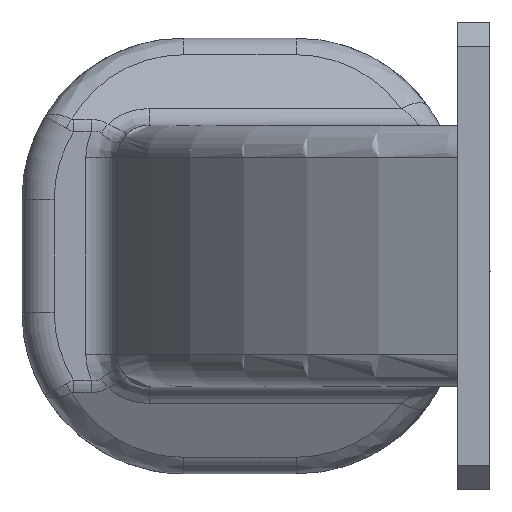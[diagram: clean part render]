
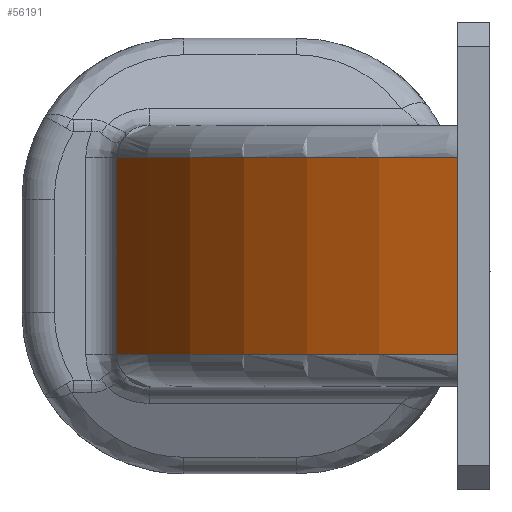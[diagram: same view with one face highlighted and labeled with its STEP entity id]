
A CAD part, left-side view. The second image highlights one B-rep face of the part: STEP entity #56191.
In plain terms, the highlighted cylindrical face has radius 34.5 mm (diameter 69 mm), a partial arc.
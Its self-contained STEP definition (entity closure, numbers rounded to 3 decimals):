
#514=DIRECTION('',(0.,0.,1.));
#515=VECTOR('',#514,12.2);
#516=CARTESIAN_POINT('',(-17.44,7.626,-6.1));
#517=LINE('3803',#516,#515);
#518=CARTESIAN_POINT('',(-7.8,-25.5,6.1));
#519=DIRECTION('',(0.,0.,1.));
#520=DIRECTION('',(-0.279,0.96,0.));
#521=AXIS2_PLACEMENT_3D('',#518,#519,#520);
#523=DIRECTION('',(0.,0.,1.));
#524=VECTOR('',#523,12.2);
#525=CARTESIAN_POINT('',(-40.146,-13.5,-6.1));
#526=LINE('3800',#525,#524);
#527=CARTESIAN_POINT('',(-7.8,-25.5,-6.1));
#528=DIRECTION('',(0.,0.,-1.));
#529=DIRECTION('',(-0.938,0.348,0.));
#530=AXIS2_PLACEMENT_3D('',#527,#528,#529);
#45956=CARTESIAN_POINT('',(-40.146,-13.5,-6.1));
#45957=CARTESIAN_POINT('',(-40.146,-13.5,6.1));
#45958=VERTEX_POINT('',#45956);
#45959=VERTEX_POINT('',#45957);
#45962=CARTESIAN_POINT('',(-17.44,7.626,
-6.1));
#45963=CARTESIAN_POINT('',(-17.44,7.626,
6.1));
#45964=VERTEX_POINT('',#45962);
#45965=VERTEX_POINT('',#45963);
#56179=CARTESIAN_POINT('',(-7.8,-25.5,-8.1));
#56180=DIRECTION('',(0.,0.,1.));
#56181=DIRECTION('',(1.,0.,0.));
#56182=AXIS2_PLACEMENT_3D('',#56179,#56180,#56181);
#56183=CYLINDRICAL_SURFACE('294',#56182,34.5);
#56184=ORIENTED_EDGE('3803',*,*,#56163,.T.);
#56185=ORIENTED_EDGE('3807',*,*,#55998,.T.);
#56186=ORIENTED_EDGE('3800',*,*,#55852,.F.);
#56188=ORIENTED_EDGE('3805',*,*,#56187,.T.);
#56189=EDGE_LOOP('294',(#56184,#56185,#56186,#56188));
#56190=FACE_OUTER_BOUND('294',#56189,.F.);
#522=CIRCLE('3807',#521,34.5);
#531=CIRCLE('3805',#530,34.5);
#55852=EDGE_CURVE('3800',#45958,#45959,#526,.T.);
#55998=EDGE_CURVE('3807',#45965,#45959,#522,.T.);
#56163=EDGE_CURVE('3803',#45964,#45965,#517,.T.);
#56187=EDGE_CURVE('3805',#45958,#45964,#531,.T.);
#56191=ADVANCED_FACE('294',(#56190),#56183,.T.);
